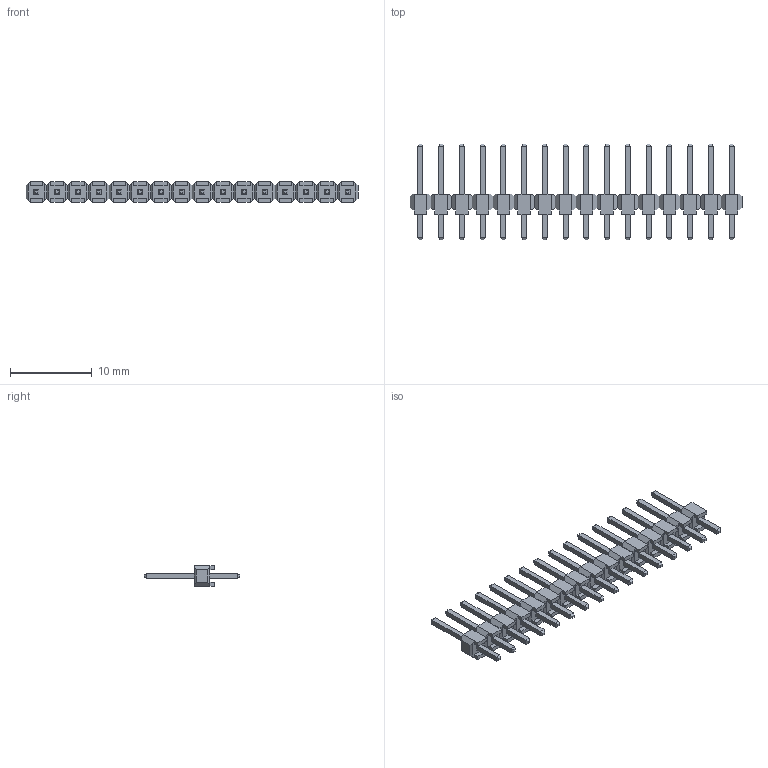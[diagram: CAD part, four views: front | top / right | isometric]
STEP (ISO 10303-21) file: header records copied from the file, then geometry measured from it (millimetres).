
FILE_DESCRIPTION(('STEP AP242'),'1');
FILE_NAME('m20-9991645.stp','2024-07-14T01:33:25',('TraceParts'),('TraceParts S.A.'),'Spatial InterOp 3D',' ',' ');
FILE_SCHEMA(('AP242_MANAGED_MODEL_BASED_3D_ENGINEERING_MIM_LF {1 0 10303 442 1 1 4}'));
Length unit declared in the file: millimetre
Products named in the file (1): m20-9991645_1
Bounding box: 40.64 x 11.68 x 2.54 mm (x, y, z)
Volume: 257.6 mm3; surface area: 1004.3 mm2
Topology: 17 solids, 17 shells, 610 faces, 1476 edges, 900 vertices
Faces by surface type: plane 610
Entity records: 17364 total; most frequent: CARTESIAN_POINT 3003, ORIENTED_EDGE 2952, DIRECTION 2730, EDGE_CURVE 1476, LINE 1476, VECTOR 1476, VERTEX_POINT 900, EDGE_LOOP 642
